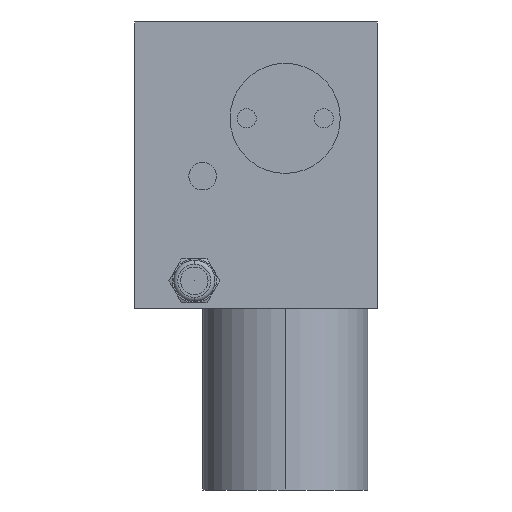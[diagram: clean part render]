
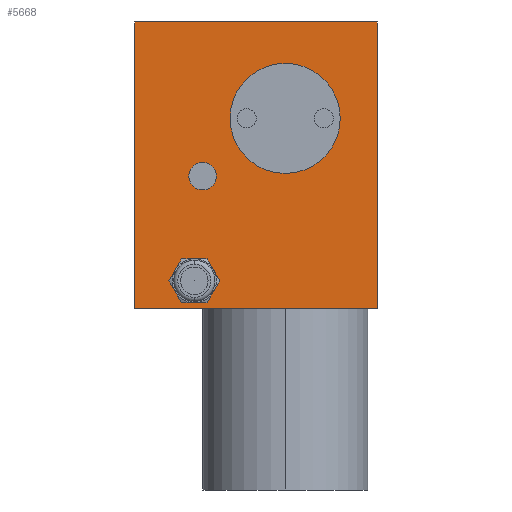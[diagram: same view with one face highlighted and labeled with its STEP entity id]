
A CAD part, left-side view. The second image highlights one B-rep face of the part: STEP entity #5668.
In plain terms, the highlighted planar face has unit normal (-1, 0, 0).
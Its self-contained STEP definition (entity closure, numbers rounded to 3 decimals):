
#25=DIRECTION('',(0.,-1.,0.));
#26=VECTOR('',#25,44.);
#27=CARTESIAN_POINT('',(0.,44.,0.));
#28=LINE('',#27,#26);
#659=DIRECTION('',(0.,0.,1.));
#660=VECTOR('',#659,52.);
#661=CARTESIAN_POINT('',(0.,44.,-52.));
#662=LINE('',#661,#660);
#703=DIRECTION('',(0.,-1.,0.));
#704=VECTOR('',#703,44.);
#705=CARTESIAN_POINT('',(0.,44.,-52.));
#706=LINE('',#705,#704);
#707=DIRECTION('',(0.,0.,1.));
#708=VECTOR('',#707,52.);
#709=CARTESIAN_POINT('',(0.,0.,-52.));
#710=LINE('',#709,#708);
#711=CARTESIAN_POINT('',(0.,16.7,-17.5));
#712=DIRECTION('',(1.,0.,0.));
#713=DIRECTION('',(0.,0.,-1.));
#714=AXIS2_PLACEMENT_3D('',#711,#712,#713);
#716=CARTESIAN_POINT('',(0.,16.7,-17.5));
#717=DIRECTION('',(1.,0.,0.));
#718=DIRECTION('',(0.,0.,1.));
#719=AXIS2_PLACEMENT_3D('',#716,#717,#718);
#721=CARTESIAN_POINT('',(0.,31.7,-28.));
#722=DIRECTION('',(1.,0.,0.));
#723=DIRECTION('',(0.,0.,-1.));
#724=AXIS2_PLACEMENT_3D('',#721,#722,#723);
#726=CARTESIAN_POINT('',(0.,31.7,-28.));
#727=DIRECTION('',(1.,0.,0.));
#728=DIRECTION('',(0.,0.,1.));
#729=AXIS2_PLACEMENT_3D('',#726,#727,#728);
#731=CARTESIAN_POINT('',(0.,33.2,-47.));
#732=DIRECTION('',(-1.,0.,0.));
#733=DIRECTION('',(0.,-0.866,0.5));
#734=AXIS2_PLACEMENT_3D('',#731,#732,#733);
#736=CARTESIAN_POINT('',(0.,33.2,-47.));
#737=DIRECTION('',(-1.,0.,0.));
#738=DIRECTION('',(0.,0.,1.));
#739=AXIS2_PLACEMENT_3D('',#736,#737,#738);
#741=CARTESIAN_POINT('',(0.,33.2,-47.));
#742=DIRECTION('',(-1.,0.,0.));
#743=DIRECTION('',(0.,0.866,0.5));
#744=AXIS2_PLACEMENT_3D('',#741,#742,#743);
#746=CARTESIAN_POINT('',(0.,33.2,-47.));
#747=DIRECTION('',(-1.,0.,0.));
#748=DIRECTION('',(0.,0.866,-0.5));
#749=AXIS2_PLACEMENT_3D('',#746,#747,#748);
#751=CARTESIAN_POINT('',(0.,33.2,-47.));
#752=DIRECTION('',(-1.,0.,0.));
#753=DIRECTION('',(0.,0.,-1.));
#754=AXIS2_PLACEMENT_3D('',#751,#752,#753);
#756=CARTESIAN_POINT('',(0.,33.2,-47.));
#757=DIRECTION('',(-1.,0.,0.));
#758=DIRECTION('',(0.,-0.866,-0.5));
#759=AXIS2_PLACEMENT_3D('',#756,#757,#758);
#3911=CARTESIAN_POINT('',(0.,0.,-52.));
#3912=VERTEX_POINT('',#3911);
#3913=CARTESIAN_POINT('',(0.,44.,-52.));
#3914=VERTEX_POINT('',#3913);
#3927=CARTESIAN_POINT('',(0.,0.,0.));
#3928=VERTEX_POINT('',#3927);
#3933=CARTESIAN_POINT('',(0.,44.,0.));
#3934=VERTEX_POINT('',#3933);
#3935=CARTESIAN_POINT('',(0.,16.7,-27.5));
#3936=CARTESIAN_POINT('',(0.,16.7,-7.5));
#3937=VERTEX_POINT('',#3935);
#3938=VERTEX_POINT('',#3936);
#3939=CARTESIAN_POINT('',(0.,31.7,-30.5));
#3940=CARTESIAN_POINT('',(0.,31.7,-25.5));
#3941=VERTEX_POINT('',#3939);
#3942=VERTEX_POINT('',#3940);
#4993=CARTESIAN_POINT('',(0.,29.736,-45.));
#4994=CARTESIAN_POINT('',(0.,33.2,-43.));
#4995=VERTEX_POINT('',#4993);
#4996=VERTEX_POINT('',#4994);
#4997=CARTESIAN_POINT('',(0.,36.664,-49.));
#4998=CARTESIAN_POINT('',(0.,33.2,-51.));
#4999=VERTEX_POINT('',#4997);
#5000=VERTEX_POINT('',#4998);
#5001=CARTESIAN_POINT('',(0.,29.736,-49.));
#5002=VERTEX_POINT('',#5001);
#5003=CARTESIAN_POINT('',(0.,36.664,-45.));
#5004=VERTEX_POINT('',#5003);
#5630=CARTESIAN_POINT('',(0.,22.,-26.));
#5631=DIRECTION('',(1.,0.,0.));
#5632=DIRECTION('',(0.,-1.,0.));
#5633=AXIS2_PLACEMENT_3D('',#5630,#5631,#5632);
#5634=PLANE('',#5633);
#5635=ORIENTED_EDGE('',*,*,#5515,.F.);
#5636=ORIENTED_EDGE('',*,*,#5601,.T.);
#5637=ORIENTED_EDGE('',*,*,#5032,.T.);
#5639=ORIENTED_EDGE('',*,*,#5638,.F.);
#5640=EDGE_LOOP('',(#5635,#5636,#5637,#5639));
#5641=FACE_OUTER_BOUND('',#5640,.F.);
#5643=ORIENTED_EDGE('',*,*,#5642,.F.);
#5645=ORIENTED_EDGE('',*,*,#5644,.F.);
#5646=EDGE_LOOP('',(#5643,#5645));
#5647=FACE_BOUND('',#5646,.F.);
#5649=ORIENTED_EDGE('',*,*,#5648,.F.);
#5651=ORIENTED_EDGE('',*,*,#5650,.F.);
#5652=EDGE_LOOP('',(#5649,#5651));
#5653=FACE_BOUND('',#5652,.F.);
#5655=ORIENTED_EDGE('',*,*,#5654,.T.);
#5657=ORIENTED_EDGE('',*,*,#5656,.T.);
#5659=ORIENTED_EDGE('',*,*,#5658,.T.);
#5661=ORIENTED_EDGE('',*,*,#5660,.T.);
#5663=ORIENTED_EDGE('',*,*,#5662,.T.);
#5665=ORIENTED_EDGE('',*,*,#5664,.T.);
#5666=EDGE_LOOP('',(#5655,#5657,#5659,#5661,#5663,#5665));
#5667=FACE_BOUND('',#5666,.F.);
#5668=ADVANCED_FACE('',(#5641,#5647,#5653,#5667),#5634,.F.);
#715=CIRCLE('',#714,10.);
#720=CIRCLE('',#719,10.);
#725=CIRCLE('',#724,2.5);
#730=CIRCLE('',#729,2.5);
#735=CIRCLE('',#734,4.);
#740=CIRCLE('',#739,4.);
#745=CIRCLE('',#744,4.);
#750=CIRCLE('',#749,4.);
#755=CIRCLE('',#754,4.);
#760=CIRCLE('',#759,4.);
#5032=EDGE_CURVE('',#3934,#3928,#28,.T.);
#5515=EDGE_CURVE('',#3914,#3912,#706,.T.);
#5601=EDGE_CURVE('',#3914,#3934,#662,.T.);
#5638=EDGE_CURVE('',#3912,#3928,#710,.T.);
#5642=EDGE_CURVE('',#3937,#3938,#715,.T.);
#5644=EDGE_CURVE('',#3938,#3937,#720,.T.);
#5648=EDGE_CURVE('',#3941,#3942,#725,.T.);
#5650=EDGE_CURVE('',#3942,#3941,#730,.T.);
#5654=EDGE_CURVE('',#4995,#4996,#735,.T.);
#5656=EDGE_CURVE('',#4996,#5004,#740,.T.);
#5658=EDGE_CURVE('',#5004,#4999,#745,.T.);
#5660=EDGE_CURVE('',#4999,#5000,#750,.T.);
#5662=EDGE_CURVE('',#5000,#5002,#755,.T.);
#5664=EDGE_CURVE('',#5002,#4995,#760,.T.);
